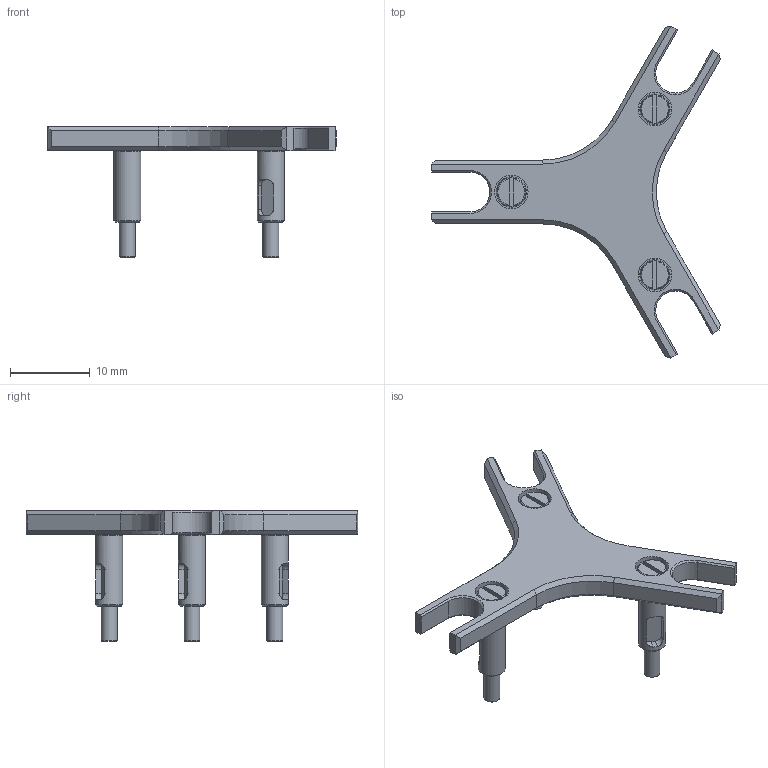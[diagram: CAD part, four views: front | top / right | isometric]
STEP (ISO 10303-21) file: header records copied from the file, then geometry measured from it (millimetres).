
FILE_DESCRIPTION(/* description */ ('PRESSORE PZP 40'),/* implementation_level */ '2;1');
FILE_NAME(/* name */ 'PZP-40-P.stp',/* time_stamp */ '2019-11-04T15:36:34+01:00',/* author */ ('Tecnico'),/* organization */ (''),/* preprocessor_version */ 'ST-DEVELOPER v17',/* originating_system */ 'Autodesk Inventor 2019',/* authorisation */ '');
FILE_SCHEMA (('AUTOMOTIVE_DESIGN { 1 0 10303 214 3 1 1 }'));
Length unit declared in the file: millimetre
Products named in the file (4): PZP-40-P; ISO 1207  - M2 x 3; PZP-40-PRESSORE; PZP-40-PERNO-PRESSORE
Assembly tree (7 placements, depth 2):
  PZP-40-P
    ISO 1207  - M2 x 3  x3
    PZP-40-PRESSORE
    PZP-40-PERNO-PRESSORE  x3
Bounding box: 36.21 x 41.61 x 16.4 mm (x, y, z)
Volume: 1433.6 mm3; surface area: 2063.6 mm2
Topology: 7 solids, 7 shells, 185 faces, 435 edges, 279 vertices
Faces by surface type: plane 101, cylinder 42, cone 36, torus 6
Full cylindrical faces by diameter (mm): 1.567 x3, 1.754 x3, 2 x6, 2.4 x3, 2.6 x3, 3.4 x3, 4.2 x3
Entity records: 3485 total; most frequent: CARTESIAN_POINT 633, DIRECTION 588, ORIENTED_EDGE 536, EDGE_CURVE 268, AXIS2_PLACEMENT_3D 204, LINE 180, VECTOR 180, VERTEX_POINT 169
